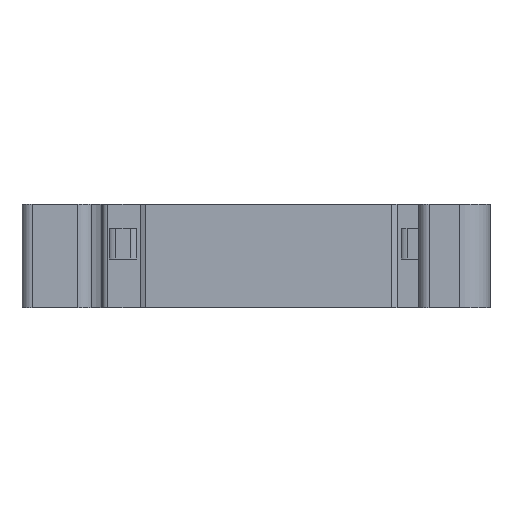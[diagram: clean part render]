
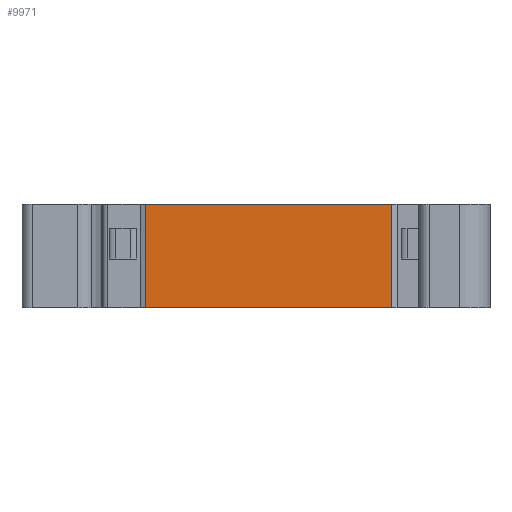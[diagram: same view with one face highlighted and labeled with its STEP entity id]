
A CAD part, front view. The second image highlights one B-rep face of the part: STEP entity #9971.
In plain terms, the highlighted planar face has unit normal (0, -1, 0).
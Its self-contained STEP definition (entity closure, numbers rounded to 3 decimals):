
#541=DIRECTION('',(1.,0.,0.));
#542=VECTOR('',#541,24.1);
#543=CARTESIAN_POINT('',(-14.,0.,
0.));
#544=LINE('',#543,#542);
#3282=DIRECTION('',(0.,0.,1.));
#3283=VECTOR('',#3282,10.15);
#3284=CARTESIAN_POINT('',(10.1,0.,
-10.15));
#3285=LINE('',#3284,#3283);
#3286=DIRECTION('',(0.,0.,1.));
#3287=VECTOR('',#3286,10.15);
#3288=CARTESIAN_POINT('',(-14.,0.,
-10.15));
#3289=LINE('',#3288,#3287);
#3290=DIRECTION('',(-1.,0.,0.));
#3291=VECTOR('',#3290,24.1);
#3292=CARTESIAN_POINT('',(10.1,0.,
-10.15));
#3293=LINE('',#3292,#3291);
#3779=CARTESIAN_POINT('',(-14.,0.,
-10.15));
#3780=VERTEX_POINT('',#3779);
#3781=CARTESIAN_POINT('',(10.1,0.,
-10.15));
#3782=VERTEX_POINT('',#3781);
#4302=CARTESIAN_POINT('',(-14.,0.,
0.));
#4303=VERTEX_POINT('',#4302);
#4304=CARTESIAN_POINT('',(10.1,0.,
0.));
#4305=VERTEX_POINT('',#4304);
#9959=CARTESIAN_POINT('',(-18.947,0.,
0.257));
#9960=DIRECTION('',(0.,-1.,0.));
#9961=DIRECTION('',(-1.,0.,0.));
#9962=AXIS2_PLACEMENT_3D('',#9959,#9960,#9961);
#9963=PLANE('',#9962);
#9965=ORIENTED_EDGE('',*,*,#9964,.T.);
#9966=ORIENTED_EDGE('',*,*,#4983,.T.);
#9967=ORIENTED_EDGE('',*,*,#9944,.F.);
#9968=ORIENTED_EDGE('',*,*,#4799,.T.);
#9969=EDGE_LOOP('',(#9965,#9966,#9967,#9968));
#9970=FACE_OUTER_BOUND('',#9969,.F.);
#4799=EDGE_CURVE('',#3782,#3780,#3293,.T.);
#4983=EDGE_CURVE('',#4303,#4305,#544,.T.);
#9944=EDGE_CURVE('',#3782,#4305,#3285,.T.);
#9964=EDGE_CURVE('',#3780,#4303,#3289,.T.);
#9971=ADVANCED_FACE('',(#9970),#9963,.T.);
